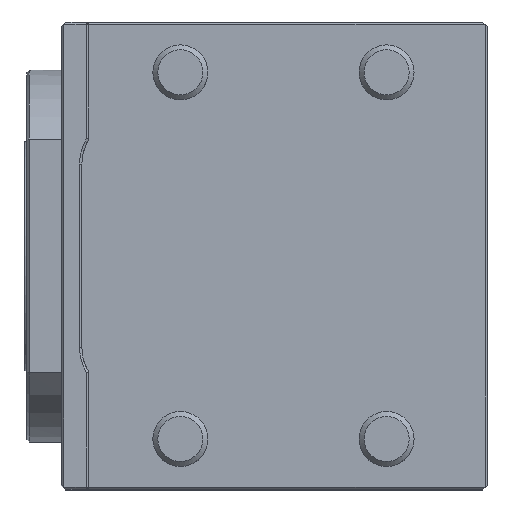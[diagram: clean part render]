
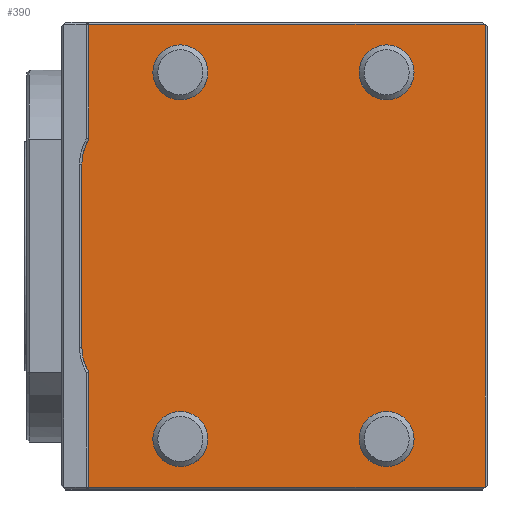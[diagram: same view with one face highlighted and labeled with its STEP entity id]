
A CAD part, top view. The second image highlights one B-rep face of the part: STEP entity #390.
In plain terms, the highlighted planar face has unit normal (0, 0, 1).
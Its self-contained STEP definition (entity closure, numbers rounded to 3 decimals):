
#144=LINE('',#2254,#247);
#145=LINE('',#2281,#248);
#146=LINE('',#2283,#249);
#147=LINE('',#2285,#250);
#148=LINE('',#2287,#251);
#149=LINE('',#2289,#252);
#247=VECTOR('',#1637,1.);
#248=VECTOR('',#1644,1.);
#249=VECTOR('',#1647,1.);
#250=VECTOR('',#1650,1.);
#251=VECTOR('',#1653,1.);
#252=VECTOR('',#1656,1.);
#289=FACE_BOUND('',#590,.T.);
#290=FACE_BOUND('',#591,.T.);
#291=FACE_BOUND('',#592,.T.);
#292=FACE_BOUND('',#593,.T.);
#293=FACE_BOUND('',#594,.T.);
#390=ADVANCED_FACE('',(#289,#290,#291,#292,#293),#444,.T.);
#444=PLANE('',#1350);
#590=EDGE_LOOP('',(#901));
#591=EDGE_LOOP('',(#902));
#592=EDGE_LOOP('',(#903));
#593=EDGE_LOOP('',(#904));
#594=EDGE_LOOP('',(#905,#906,#907,#908,#909,#910,#911,#912));
#901=ORIENTED_EDGE('',*,*,#1178,.T.);
#902=ORIENTED_EDGE('',*,*,#1177,.F.);
#903=ORIENTED_EDGE('',*,*,#1176,.F.);
#904=ORIENTED_EDGE('',*,*,#1175,.F.);
#905=ORIENTED_EDGE('',*,*,#1174,.T.);
#906=ORIENTED_EDGE('',*,*,#1173,.T.);
#907=ORIENTED_EDGE('',*,*,#1172,.T.);
#908=ORIENTED_EDGE('',*,*,#1171,.T.);
#909=ORIENTED_EDGE('',*,*,#1170,.T.);
#910=ORIENTED_EDGE('',*,*,#1168,.F.);
#911=ORIENTED_EDGE('',*,*,#1167,.F.);
#912=ORIENTED_EDGE('',*,*,#1165,.F.);
#998=VERTEX_POINT('',#2179);
#1001=VERTEX_POINT('',#2189);
#1005=VERTEX_POINT('',#2200);
#1007=VERTEX_POINT('',#2209);
#1012=VERTEX_POINT('',#2226);
#1013=VERTEX_POINT('',#2249);
#1014=VERTEX_POINT('',#2253);
#1015=VERTEX_POINT('',#2257);
#1016=VERTEX_POINT('',#2292);
#1017=VERTEX_POINT('',#2295);
#1018=VERTEX_POINT('',#2298);
#1019=VERTEX_POINT('',#2301);
#1165=EDGE_CURVE('',#1013,#1012,#1206,.T.);
#1167=EDGE_CURVE('',#1012,#1014,#144,.T.);
#1168=EDGE_CURVE('',#1014,#1015,#1207,.T.);
#1170=EDGE_CURVE('',#998,#1015,#145,.T.);
#1171=EDGE_CURVE('',#1001,#998,#146,.T.);
#1172=EDGE_CURVE('',#1005,#1001,#147,.T.);
#1173=EDGE_CURVE('',#1007,#1005,#148,.T.);
#1174=EDGE_CURVE('',#1013,#1007,#149,.T.);
#1175=EDGE_CURVE('',#1016,#1016,#1208,.T.);
#1176=EDGE_CURVE('',#1017,#1017,#1209,.T.);
#1177=EDGE_CURVE('',#1018,#1018,#1210,.T.);
#1178=EDGE_CURVE('',#1019,#1019,#1211,.T.);
#1206=CIRCLE('',#1333,10.5);
#1207=CIRCLE('',#1336,10.5);
#1208=CIRCLE('',#1343,6.);
#1209=CIRCLE('',#1345,6.);
#1210=CIRCLE('',#1347,6.);
#1211=CIRCLE('',#1349,6.);
#1333=AXIS2_PLACEMENT_3D('',#2250,#1632,#1633);
#1336=AXIS2_PLACEMENT_3D('',#2256,#1640,#1641);
#1343=AXIS2_PLACEMENT_3D('',#2291,#1659,#1660);
#1345=AXIS2_PLACEMENT_3D('',#2294,#1663,#1664);
#1347=AXIS2_PLACEMENT_3D('',#2297,#1667,#1668);
#1349=AXIS2_PLACEMENT_3D('',#2300,#1671,#1672);
#1350=AXIS2_PLACEMENT_3D('',#2302,#1673,#1674);
#1632=DIRECTION('',(0.,0.,-1.));
#1633=DIRECTION('',(0.,1.,0.));
#1637=DIRECTION('',(0.,1.,0.));
#1640=DIRECTION('',(0.,0.,-1.));
#1641=DIRECTION('',(0.,-1.,0.));
#1644=DIRECTION('',(0.,-1.,0.));
#1647=DIRECTION('',(-1.,0.,0.));
#1650=DIRECTION('',(0.,1.,0.));
#1653=DIRECTION('',(1.,0.,0.));
#1656=DIRECTION('',(0.,-1.,0.));
#1659=DIRECTION('',(0.,0.,1.));
#1660=DIRECTION('',(1.,0.,0.));
#1663=DIRECTION('',(0.,0.,1.));
#1664=DIRECTION('',(1.,0.,0.));
#1667=DIRECTION('',(0.,0.,1.));
#1668=DIRECTION('',(1.,0.,0.));
#1671=DIRECTION('',(0.,0.,-1.));
#1672=DIRECTION('',(1.,0.,0.));
#1673=DIRECTION('',(0.,0.,1.));
#1674=DIRECTION('',(1.,0.,0.));
#2179=CARTESIAN_POINT('',(0.,50.5,0.));
#2189=CARTESIAN_POINT('',(86.5,50.5,0.));
#2200=CARTESIAN_POINT('',(86.5,-50.5,0.));
#2209=CARTESIAN_POINT('',(0.,-50.5,0.));
#2226=CARTESIAN_POINT('',(-1.5,-20.,0.));
#2249=CARTESIAN_POINT('',(0.,-25.408,0.));
#2250=CARTESIAN_POINT('',(9.,-20.,0.));
#2253=CARTESIAN_POINT('',(-1.5,20.,0.));
#2254=CARTESIAN_POINT('',(-1.5,-20.,0.));
#2256=CARTESIAN_POINT('',(9.,20.,0.));
#2257=CARTESIAN_POINT('',(0.,25.408,0.));
#2281=CARTESIAN_POINT('',(0.,51.,0.));
#2283=CARTESIAN_POINT('',(0.,50.5,0.));
#2285=CARTESIAN_POINT('',(86.5,51.,0.));
#2287=CARTESIAN_POINT('',(87.,-50.5,0.));
#2289=CARTESIAN_POINT('',(0.,51.,0.));
#2291=CARTESIAN_POINT('',(65.,-40.,0.));
#2292=CARTESIAN_POINT('',(71.,-40.,0.));
#2294=CARTESIAN_POINT('',(20.,-40.,0.));
#2295=CARTESIAN_POINT('',(26.,-40.,0.));
#2297=CARTESIAN_POINT('',(20.,40.,0.));
#2298=CARTESIAN_POINT('',(26.,40.,0.));
#2300=CARTESIAN_POINT('',(65.,40.,0.));
#2301=CARTESIAN_POINT('',(71.,40.,0.));
#2302=CARTESIAN_POINT('',(87.,51.,0.));
